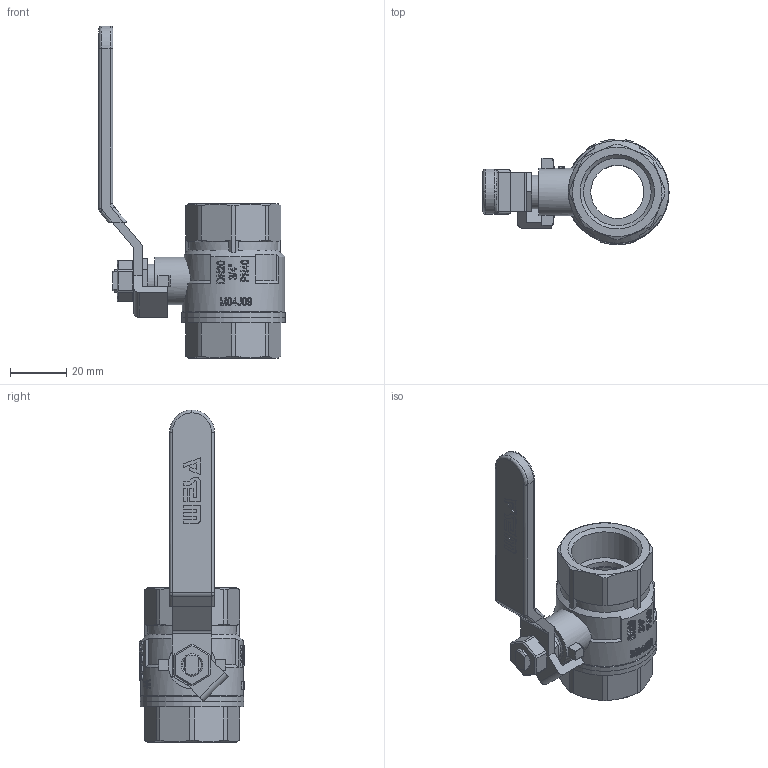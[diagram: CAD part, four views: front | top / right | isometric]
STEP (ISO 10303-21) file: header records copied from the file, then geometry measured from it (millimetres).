
FILE_DESCRIPTION(/* description */ ('Unknown','CAx-IF Rec.Pracs.---Representation and Presentation of Product Manufacturing Information (PMI)---4.0---2014-10-13','CAx-IF Rec.Pracs.---3D Tessellated Geometry---0.4---2014-09-14','2;1'),/* implementation_level */ '2;1');
FILE_NAME(/* name */ '600-05',/* time_stamp */ '2023-09-12T10:23:26+02:00',/* author */ ('Unknown'),/* organization */ ('Unknown'),/* preprocessor_version */ 'ST-DEVELOPER v18.102',/* originating_system */ 'Solid Edge',/* authorisation */ 'Unknown');
FILE_SCHEMA (('MODEL_BASED_INTEGRATED_MANUFACTURING_SCHEMA','AP242_MANAGED_MODEL_BASED_3D_ENGINEERING_MIM_LF { 1 0 10303 442 1 1 4 }'));
Length unit declared in the file: millimetre
Products named in the file (12): 600-3_4; 600-3_4-Kvrper-co_oa_0; 600-3_4-Kvrper; 600-3_4-Einschraubteil; Stahlgriff 1_4 - 3_4; Stahlgriff-n; Stahlgriff-u; 600-3_4-Spindel-co_oa_1; 600-3_4-Spindel; 600-3_4-Stopfbuchse; 600-3_4-O-Ring; M8
Assembly tree (11 placements, depth 3):
  600-3_4
    600-3_4-Kvrper-co_oa_0
      600-3_4-Kvrper
      600-3_4-Einschraubteil
    Stahlgriff 1_4 - 3_4
      Stahlgriff-n
      Stahlgriff-u
    600-3_4-Spindel-co_oa_1
      600-3_4-Spindel
      600-3_4-Stopfbuchse
      600-3_4-O-Ring
    M8
Bounding box: 66.5 x 37.58 x 118.5 mm (x, y, z)
Volume: 32915.2 mm3; surface area: 27566.9 mm2
Topology: 8 solids, 8 shells, 1281 faces, 3554 edges, 2353 vertices
Faces by surface type: plane 1102, cylinder 125, cone 42, bspline 8, torus 2, sphere 2
Full cylindrical faces by diameter (mm): 6.6 x1, 6.647 x1, 8.9 x2, 9.1 x1, 9.3 x1, 10.5 x1, 12 x1, 12.5 x1, 14 x2, 17 x1, 19 x2, 24.117 x2, 26 x2, 30.5 x1, 32 x1, 32.5 x1, 36.6 x1, 37 x2
Entity records: 52586 total; most frequent: CARTESIAN_POINT 10111, DIRECTION 7880, ORIENTED_EDGE 7004, EDGE_CURVE 3502, AXIS2_PLACEMENT_3D 3181, VERTEX_POINT 2346, ELLIPSE 1518, LINE 1518
